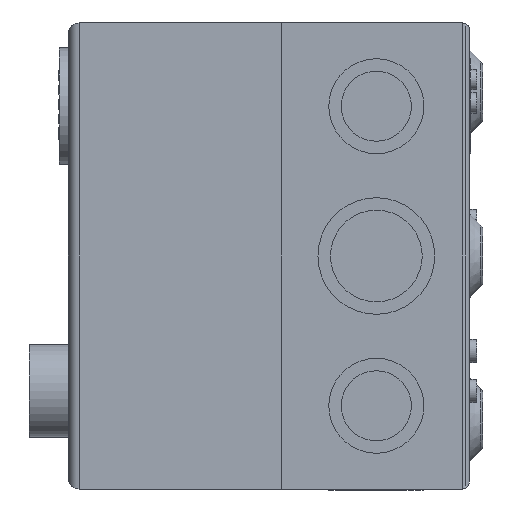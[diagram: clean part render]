
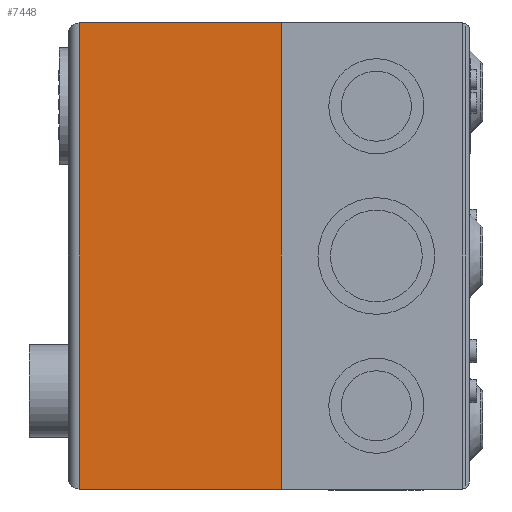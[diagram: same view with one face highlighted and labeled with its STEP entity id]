
A CAD part, left-side view. The second image highlights one B-rep face of the part: STEP entity #7448.
In plain terms, the highlighted planar face has unit normal (-1, 0, 0).
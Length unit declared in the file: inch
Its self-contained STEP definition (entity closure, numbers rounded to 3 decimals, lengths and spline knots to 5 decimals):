
#639 = EDGE_CURVE ( 'NONE', #3827, #1380, #11498, .T. ) ;
#730 = DIRECTION ( 'NONE',  ( 0., 0., -1. ) ) ;
#893 = CARTESIAN_POINT ( 'NONE',  ( -5.55104, 1.03019, 2.75591 ) ) ;
#1008 = DIRECTION ( 'NONE',  ( 0., 0., -1. ) ) ;
#1137 = LINE ( 'NONE', #7676, #2759 ) ;
#1380 = VERTEX_POINT ( 'NONE', #3893 ) ;
#1699 = EDGE_CURVE ( 'NONE', #3827, #9077, #10365, .T. ) ;
#1781 = AXIS2_PLACEMENT_3D ( 'NONE', #10301, #3942, #11231 ) ;
#2375 = LINE ( 'NONE', #5181, #11213 ) ;
#2555 = EDGE_LOOP ( 'NONE', ( #7814, #6878, #2648, #5875 ) ) ;
#2648 = ORIENTED_EDGE ( 'NONE', *, *, #7048, .F. ) ;
#2759 = VECTOR ( 'NONE', #10376, 39.37008 ) ;
#3437 = CARTESIAN_POINT ( 'NONE',  ( -5.55104, 3.42487, -2.75591 ) ) ;
#3768 = FACE_OUTER_BOUND ( 'NONE', #2555, .T. ) ;
#3827 = VERTEX_POINT ( 'NONE', #10906 ) ;
#3893 = CARTESIAN_POINT ( 'NONE',  ( -5.55104, 3.42487, 2.75591 ) ) ;
#3942 = DIRECTION ( 'NONE',  ( 1., 0., 0. ) ) ;
#4172 = CARTESIAN_POINT ( 'NONE',  ( -5.55104, 1.03019, -2.75591 ) ) ;
#5181 = CARTESIAN_POINT ( 'NONE',  ( -5.55104, 3.42487, -2.75591 ) ) ;
#5863 = DIRECTION ( 'NONE',  ( 0., 1., 0. ) ) ;
#5875 = ORIENTED_EDGE ( 'NONE', *, *, #1699, .F. ) ;
#6842 = CARTESIAN_POINT ( 'NONE',  ( -5.55104, 1.03019, 2.75591 ) ) ;
#6878 = ORIENTED_EDGE ( 'NONE', *, *, #11120, .T. ) ;
#7048 = EDGE_CURVE ( 'NONE', #9077, #10427, #1137, .T. ) ;
#7448 = ADVANCED_FACE ( 'NONE', ( #3768 ), #7488, .F. ) ;
#7488 = PLANE ( 'NONE',  #1781 ) ;
#7599 = VECTOR ( 'NONE', #5863, 39.37008 ) ;
#7676 = CARTESIAN_POINT ( 'NONE',  ( -5.55104, 1.03019, -2.75591 ) ) ;
#7814 = ORIENTED_EDGE ( 'NONE', *, *, #639, .T. ) ;
#9077 = VERTEX_POINT ( 'NONE', #4172 ) ;
#10301 = CARTESIAN_POINT ( 'NONE',  ( -5.55104, 1.03019, 2.75591 ) ) ;
#10365 = LINE ( 'NONE', #893, #11729 ) ;
#10376 = DIRECTION ( 'NONE',  ( 0., 1., 0. ) ) ;
#10427 = VERTEX_POINT ( 'NONE', #3437 ) ;
#10906 = CARTESIAN_POINT ( 'NONE',  ( -5.55104, 1.03019, 2.75591 ) ) ;
#11120 = EDGE_CURVE ( 'NONE', #1380, #10427, #2375, .T. ) ;
#11213 = VECTOR ( 'NONE', #730, 39.37008 ) ;
#11231 = DIRECTION ( 'NONE',  ( 0., 0., -1. ) ) ;
#11498 = LINE ( 'NONE', #6842, #7599 ) ;
#11729 = VECTOR ( 'NONE', #1008, 39.37008 ) ;
